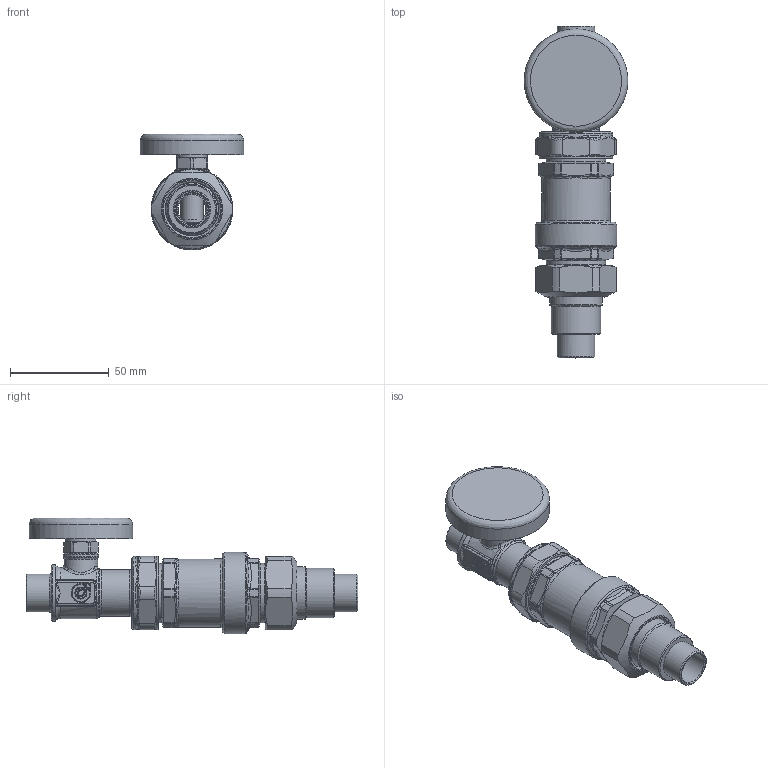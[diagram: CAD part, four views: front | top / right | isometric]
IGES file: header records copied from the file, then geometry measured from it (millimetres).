
Global section: file name: 127148AFC_Simplify_1; native system: Autodesk Inventor 2025; preprocessor: unknown; author: ischreiner; date: 20250724.130614; units: inch
Bounding box: 52.26 x 167.7 x 58.56 mm (x, y, z)
Volume: 84176.4 mm3; surface area: 50141.9 mm2
Topology: 7 solids, 7 shells, 743 faces, 1740 edges, 989 vertices
Faces by surface type: bspline 743
